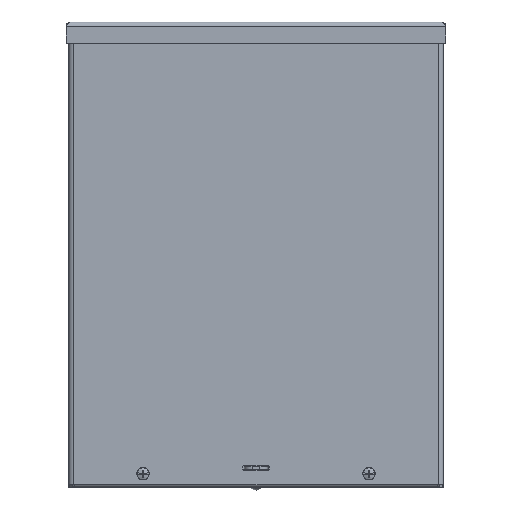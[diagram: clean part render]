
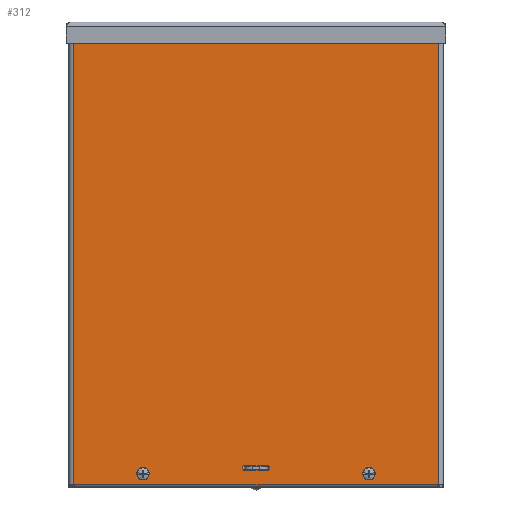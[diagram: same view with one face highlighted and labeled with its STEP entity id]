
A CAD part, top view. The second image highlights one B-rep face of the part: STEP entity #312.
In plain terms, the highlighted planar face has unit normal (0, 0, 1).
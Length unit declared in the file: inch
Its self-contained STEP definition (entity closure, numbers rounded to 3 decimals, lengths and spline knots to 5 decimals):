
#123 = DIRECTION ( 'NONE',  ( 1., 0., 0. ) ) ;
#132 = DIRECTION ( 'NONE',  ( 1., 0., 0. ) ) ;
#175 = ORIENTED_EDGE ( 'NONE', *, *, #1731, .T. ) ;
#237 = CARTESIAN_POINT ( 'NONE',  ( 3.65625, -7.0625, 4.19362 ) ) ;
#312 = ADVANCED_FACE ( 'NONE', ( #1150, #8357, #6112, #672, #13737, #9876 ), #8961, .F. ) ;
#581 = CARTESIAN_POINT ( 'NONE',  ( -3.53125, 7.09375, 4.19362 ) ) ;
#635 = AXIS2_PLACEMENT_3D ( 'NONE', #14456, #1535, #132 ) ;
#672 = FACE_BOUND ( 'NONE', #2811, .T. ) ;
#844 = ORIENTED_EDGE ( 'NONE', *, *, #15192, .T. ) ;
#1032 = CARTESIAN_POINT ( 'NONE',  ( -3.53125, -7.0625, 4.19362 ) ) ;
#1115 = EDGE_LOOP ( 'NONE', ( #175, #844, #18661, #11051 ) ) ;
#1140 = DIRECTION ( 'NONE',  ( -0.707, -0.707, 0. ) ) ;
#1150 = FACE_OUTER_BOUND ( 'NONE', #1115, .T. ) ;
#1277 = VERTEX_POINT ( 'NONE', #8730 ) ;
#1363 = VECTOR ( 'NONE', #8119, 39.37008 ) ;
#1464 = VERTEX_POINT ( 'NONE', #7476 ) ;
#1497 = CARTESIAN_POINT ( 'NONE',  ( -3.65625, 7.09375, 4.19362 ) ) ;
#1535 = DIRECTION ( 'NONE',  ( 0., 0., -1. ) ) ;
#1612 = LINE ( 'NONE', #12973, #12622 ) ;
#1731 = EDGE_CURVE ( 'NONE', #16399, #14671, #15388, .T. ) ;
#1750 = DIRECTION ( 'NONE',  ( 0., 0., -1. ) ) ;
#1793 = AXIS2_PLACEMENT_3D ( 'NONE', #16872, #18486, #1140 ) ;
#2218 = CIRCLE ( 'NONE', #635, 0.125 ) ;
#2321 = VERTEX_POINT ( 'NONE', #15746 ) ;
#2570 = CARTESIAN_POINT ( 'NONE',  ( 0.39063, -6.82113, 4.19362 ) ) ;
#2811 = EDGE_LOOP ( 'NONE', ( #6948, #8549, #14057, #14430, #10320, #17119, #4585, #7361 ) ) ;
#2928 = CARTESIAN_POINT ( 'NONE',  ( -0.42187, -6.91488, 4.19362 ) ) ;
#3099 = EDGE_CURVE ( 'NONE', #16360, #7771, #9847, .T. ) ;
#3270 = LINE ( 'NONE', #4769, #4814 ) ;
#3329 = CARTESIAN_POINT ( 'NONE',  ( -5.90625, 3.73438, 4.19362 ) ) ;
#3397 = VECTOR ( 'NONE', #11719, 39.37008 ) ;
#3443 = DIRECTION ( 'NONE',  ( 1., 0., 0. ) ) ;
#3496 = EDGE_CURVE ( 'NONE', #15908, #7771, #3825, .T. ) ;
#3754 = EDGE_CURVE ( 'NONE', #15401, #15401, #17702, .T. ) ;
#3784 = CARTESIAN_POINT ( 'NONE',  ( 5.90625, 7.45312, 4.19362 ) ) ;
#3825 = CIRCLE ( 'NONE', #14128, 0.03125 ) ;
#4249 = CIRCLE ( 'NONE', #8861, 0.03125 ) ;
#4313 = DIRECTION ( 'NONE',  ( 0., 0., -1. ) ) ;
#4585 = ORIENTED_EDGE ( 'NONE', *, *, #5204, .T. ) ;
#4769 = CARTESIAN_POINT ( 'NONE',  ( 6.059, 7.45313, 4.19362 ) ) ;
#4814 = VECTOR ( 'NONE', #5979, 39.37008 ) ;
#5204 = EDGE_CURVE ( 'NONE', #1277, #8760, #1612, .T. ) ;
#5274 = CARTESIAN_POINT ( 'NONE',  ( 0.42188, -6.82113, 4.19362 ) ) ;
#5594 = CARTESIAN_POINT ( 'NONE',  ( 0.42188, -6.91488, 4.19362 ) ) ;
#5678 = CARTESIAN_POINT ( 'NONE',  ( -6.059, -7.42188, 4.19362 ) ) ;
#5763 = CIRCLE ( 'NONE', #13972, 0.125 ) ;
#5979 = DIRECTION ( 'NONE',  ( -1., 0., 0. ) ) ;
#6112 = FACE_BOUND ( 'NONE', #18277, .T. ) ;
#6172 = EDGE_CURVE ( 'NONE', #16604, #1464, #17950, .T. ) ;
#6276 = EDGE_LOOP ( 'NONE', ( #13563 ) ) ;
#6370 = EDGE_CURVE ( 'NONE', #1464, #16399, #16323, .T. ) ;
#6426 = EDGE_CURVE ( 'NONE', #11805, #11805, #5763, .T. ) ;
#6555 = CARTESIAN_POINT ( 'NONE',  ( 0.39063, -6.91488, 4.19362 ) ) ;
#6608 = CARTESIAN_POINT ( 'NONE',  ( 5.90625, -7.42188, 4.19362 ) ) ;
#6773 = EDGE_CURVE ( 'NONE', #9098, #9098, #12452, .T. ) ;
#6812 = AXIS2_PLACEMENT_3D ( 'NONE', #2570, #16765, #15424 ) ;
#6948 = ORIENTED_EDGE ( 'NONE', *, *, #3099, .T. ) ;
#7030 = CIRCLE ( 'NONE', #1793, 0.03125 ) ;
#7112 = AXIS2_PLACEMENT_3D ( 'NONE', #14660, #1750, #3443 ) ;
#7204 = DIRECTION ( 'NONE',  ( 1., 0., 0. ) ) ;
#7361 = ORIENTED_EDGE ( 'NONE', *, *, #12408, .F. ) ;
#7476 = CARTESIAN_POINT ( 'NONE',  ( -5.90625, -7.42188, 4.19362 ) ) ;
#7548 = VECTOR ( 'NONE', #14054, 39.37008 ) ;
#7641 = LINE ( 'NONE', #10389, #3397 ) ;
#7771 = VERTEX_POINT ( 'NONE', #5594 ) ;
#7826 = DIRECTION ( 'NONE',  ( 0., -1., 0. ) ) ;
#8119 = DIRECTION ( 'NONE',  ( 0., -1., 0. ) ) ;
#8128 = CIRCLE ( 'NONE', #6812, 0.03125 ) ;
#8142 = EDGE_CURVE ( 'NONE', #15908, #9604, #17763, .T. ) ;
#8241 = CARTESIAN_POINT ( 'NONE',  ( 0.42188, -3.38713, 4.19362 ) ) ;
#8357 = FACE_BOUND ( 'NONE', #9068, .T. ) ;
#8397 = EDGE_CURVE ( 'NONE', #16091, #16091, #2218, .T. ) ;
#8549 = ORIENTED_EDGE ( 'NONE', *, *, #3496, .F. ) ;
#8730 = CARTESIAN_POINT ( 'NONE',  ( -0.39063, -6.78988, 4.19362 ) ) ;
#8760 = VERTEX_POINT ( 'NONE', #12869 ) ;
#8861 = AXIS2_PLACEMENT_3D ( 'NONE', #8912, #15893, #16019 ) ;
#8912 = CARTESIAN_POINT ( 'NONE',  ( -0.39063, -6.82113, 4.19362 ) ) ;
#8961 = PLANE ( 'NONE',  #7112 ) ;
#9053 = ORIENTED_EDGE ( 'NONE', *, *, #6773, .T. ) ;
#9068 = EDGE_LOOP ( 'NONE', ( #9053 ) ) ;
#9098 = VERTEX_POINT ( 'NONE', #1032 ) ;
#9604 = VERTEX_POINT ( 'NONE', #10374 ) ;
#9847 = LINE ( 'NONE', #8241, #1363 ) ;
#9876 = FACE_BOUND ( 'NONE', #6276, .T. ) ;
#9905 = EDGE_CURVE ( 'NONE', #10038, #9604, #7030, .T. ) ;
#10038 = VERTEX_POINT ( 'NONE', #2928 ) ;
#10320 = ORIENTED_EDGE ( 'NONE', *, *, #16177, .T. ) ;
#10374 = CARTESIAN_POINT ( 'NONE',  ( -0.39063, -6.94613, 4.19362 ) ) ;
#10389 = CARTESIAN_POINT ( 'NONE',  ( -0.42188, -3.46525, 4.19362 ) ) ;
#10522 = AXIS2_PLACEMENT_3D ( 'NONE', #1497, #17279, #17348 ) ;
#11051 = ORIENTED_EDGE ( 'NONE', *, *, #6370, .T. ) ;
#11334 = ORIENTED_EDGE ( 'NONE', *, *, #3754, .T. ) ;
#11634 = CARTESIAN_POINT ( 'NONE',  ( -3.65625, -7.0625, 4.19362 ) ) ;
#11719 = DIRECTION ( 'NONE',  ( 0., 1., 0. ) ) ;
#11805 = VERTEX_POINT ( 'NONE', #15159 ) ;
#12408 = EDGE_CURVE ( 'NONE', #16360, #8760, #8128, .T. ) ;
#12452 = CIRCLE ( 'NONE', #17726, 0.125 ) ;
#12524 = ORIENTED_EDGE ( 'NONE', *, *, #6426, .T. ) ;
#12622 = VECTOR ( 'NONE', #14135, 39.37008 ) ;
#12869 = CARTESIAN_POINT ( 'NONE',  ( 0.39062, -6.78988, 4.19362 ) ) ;
#12973 = CARTESIAN_POINT ( 'NONE',  ( -0.21094, -6.78988, 4.19362 ) ) ;
#13098 = DIRECTION ( 'NONE',  ( 0., 0., -1. ) ) ;
#13112 = EDGE_CURVE ( 'NONE', #1277, #2321, #4249, .T. ) ;
#13563 = ORIENTED_EDGE ( 'NONE', *, *, #8397, .T. ) ;
#13624 = EDGE_LOOP ( 'NONE', ( #12524 ) ) ;
#13737 = FACE_BOUND ( 'NONE', #13624, .T. ) ;
#13972 = AXIS2_PLACEMENT_3D ( 'NONE', #237, #13098, #123 ) ;
#14054 = DIRECTION ( 'NONE',  ( 0., 1., 0. ) ) ;
#14057 = ORIENTED_EDGE ( 'NONE', *, *, #8142, .T. ) ;
#14064 = VECTOR ( 'NONE', #17315, 39.37008 ) ;
#14099 = VECTOR ( 'NONE', #7826, 39.37008 ) ;
#14128 = AXIS2_PLACEMENT_3D ( 'NONE', #6555, #16567, #18079 ) ;
#14135 = DIRECTION ( 'NONE',  ( 1., 0., 0. ) ) ;
#14430 = ORIENTED_EDGE ( 'NONE', *, *, #9905, .F. ) ;
#14456 = CARTESIAN_POINT ( 'NONE',  ( 3.65625, 7.09375, 4.19362 ) ) ;
#14660 = CARTESIAN_POINT ( 'NONE',  ( 0., 0.01562, 4.19362 ) ) ;
#14671 = VERTEX_POINT ( 'NONE', #3784 ) ;
#15026 = CARTESIAN_POINT ( 'NONE',  ( 0.21094, -6.94613, 4.19362 ) ) ;
#15159 = CARTESIAN_POINT ( 'NONE',  ( 3.78125, -7.0625, 4.19362 ) ) ;
#15192 = EDGE_CURVE ( 'NONE', #14671, #16604, #3270, .T. ) ;
#15388 = LINE ( 'NONE', #15631, #7548 ) ;
#15401 = VERTEX_POINT ( 'NONE', #581 ) ;
#15424 = DIRECTION ( 'NONE',  ( 0.707, 0.707, 0. ) ) ;
#15631 = CARTESIAN_POINT ( 'NONE',  ( 5.90625, -3.70313, 4.19362 ) ) ;
#15746 = CARTESIAN_POINT ( 'NONE',  ( -0.42187, -6.82113, 4.19362 ) ) ;
#15893 = DIRECTION ( 'NONE',  ( 0., 0., 1. ) ) ;
#15908 = VERTEX_POINT ( 'NONE', #18520 ) ;
#16019 = DIRECTION ( 'NONE',  ( -0.707, 0.707, 0. ) ) ;
#16091 = VERTEX_POINT ( 'NONE', #18135 ) ;
#16177 = EDGE_CURVE ( 'NONE', #10038, #2321, #7641, .T. ) ;
#16323 = LINE ( 'NONE', #5678, #14064 ) ;
#16360 = VERTEX_POINT ( 'NONE', #5274 ) ;
#16399 = VERTEX_POINT ( 'NONE', #6608 ) ;
#16470 = DIRECTION ( 'NONE',  ( -1., 0., 0. ) ) ;
#16567 = DIRECTION ( 'NONE',  ( 0., 0., 1. ) ) ;
#16604 = VERTEX_POINT ( 'NONE', #17277 ) ;
#16765 = DIRECTION ( 'NONE',  ( 0., 0., 1. ) ) ;
#16872 = CARTESIAN_POINT ( 'NONE',  ( -0.39063, -6.91488, 4.19362 ) ) ;
#16890 = VECTOR ( 'NONE', #16470, 39.37008 ) ;
#17119 = ORIENTED_EDGE ( 'NONE', *, *, #13112, .F. ) ;
#17277 = CARTESIAN_POINT ( 'NONE',  ( -5.90625, 7.45312, 4.19362 ) ) ;
#17279 = DIRECTION ( 'NONE',  ( 0., 0., -1. ) ) ;
#17315 = DIRECTION ( 'NONE',  ( 1., 0., 0. ) ) ;
#17348 = DIRECTION ( 'NONE',  ( 1., 0., 0. ) ) ;
#17702 = CIRCLE ( 'NONE', #10522, 0.125 ) ;
#17726 = AXIS2_PLACEMENT_3D ( 'NONE', #11634, #4313, #7204 ) ;
#17763 = LINE ( 'NONE', #15026, #16890 ) ;
#17950 = LINE ( 'NONE', #3329, #14099 ) ;
#18079 = DIRECTION ( 'NONE',  ( 0.707, -0.707, 0. ) ) ;
#18135 = CARTESIAN_POINT ( 'NONE',  ( 3.78125, 7.09375, 4.19362 ) ) ;
#18277 = EDGE_LOOP ( 'NONE', ( #11334 ) ) ;
#18486 = DIRECTION ( 'NONE',  ( 0., 0., 1. ) ) ;
#18520 = CARTESIAN_POINT ( 'NONE',  ( 0.39062, -6.94613, 4.19362 ) ) ;
#18661 = ORIENTED_EDGE ( 'NONE', *, *, #6172, .T. ) ;
